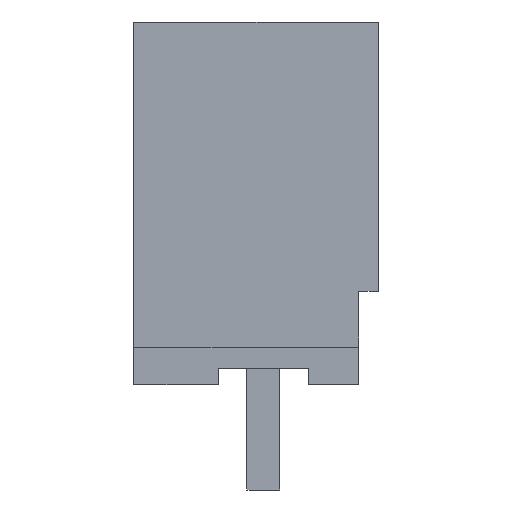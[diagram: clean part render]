
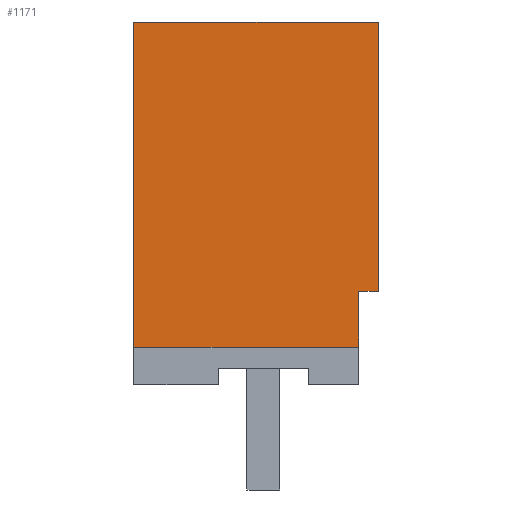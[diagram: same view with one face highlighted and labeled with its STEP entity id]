
A CAD part, left-side view. The second image highlights one B-rep face of the part: STEP entity #1171.
In plain terms, the highlighted planar face has unit normal (-1, 0, 0).
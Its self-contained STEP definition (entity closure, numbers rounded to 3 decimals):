
#1142=AXIS2_PLACEMENT_3D('Plane Axis2P3D',#1139,#1140,#1141) ;
#233=CARTESIAN_POINT('Vertex',(0.,7.45,4.35)) ;
#236=CARTESIAN_POINT('Line Origine',(0.,7.45,9.3)) ;
#240=CARTESIAN_POINT('Vertex',(0.,7.45,14.25)) ;
#737=CARTESIAN_POINT('Vertex',(0.,0.6,6.05)) ;
#742=CARTESIAN_POINT('Line Origine',(0.,0.6,5.2)) ;
#746=CARTESIAN_POINT('Vertex',(0.,0.6,4.35)) ;
#886=CARTESIAN_POINT('Line Origine',(0.,4.025,4.35)) ;
#1139=CARTESIAN_POINT('Axis2P3D Location',(0.,7.45,14.25)) ;
#1144=CARTESIAN_POINT('Line Origine',(0.,0.,10.15)) ;
#1148=CARTESIAN_POINT('Vertex',(0.,0.,14.25)) ;
#1150=CARTESIAN_POINT('Vertex',(0.,0.,6.05)) ;
#1153=CARTESIAN_POINT('Line Origine',(0.,3.725,14.25)) ;
#1158=CARTESIAN_POINT('Line Origine',(0.,0.3,6.05)) ;
#237=DIRECTION('Vector Direction',(0.,0.,-1.)) ;
#743=DIRECTION('Vector Direction',(0.,0.,1.)) ;
#887=DIRECTION('Vector Direction',(0.,-1.,0.)) ;
#1140=DIRECTION('Axis2P3D Direction',(-1.,-0.,0.)) ;
#1141=DIRECTION('Axis2P3D XDirection',(0.,0.,-1.)) ;
#1145=DIRECTION('Vector Direction',(0.,0.,-1.)) ;
#1154=DIRECTION('Vector Direction',(0.,-1.,0.)) ;
#1159=DIRECTION('Vector Direction',(0.,-1.,0.)) ;
#238=VECTOR('Line Direction',#237,1.) ;
#744=VECTOR('Line Direction',#743,1.) ;
#888=VECTOR('Line Direction',#887,1.) ;
#1146=VECTOR('Line Direction',#1145,1.) ;
#1155=VECTOR('Line Direction',#1154,1.) ;
#1160=VECTOR('Line Direction',#1159,1.) ;
#1164=ORIENTED_EDGE('',*,*,#1152,.F.) ;
#1165=ORIENTED_EDGE('',*,*,#1157,.F.) ;
#1166=ORIENTED_EDGE('',*,*,#242,.T.) ;
#1167=ORIENTED_EDGE('',*,*,#890,.T.) ;
#1168=ORIENTED_EDGE('',*,*,#748,.T.) ;
#1169=ORIENTED_EDGE('',*,*,#1162,.F.) ;
#1171=ADVANCED_FACE('HOUSING',(#1170),#1143,.T.) ;
#242=EDGE_CURVE('',#241,#234,#239,.T.) ;
#748=EDGE_CURVE('',#747,#738,#745,.T.) ;
#890=EDGE_CURVE('',#234,#747,#889,.T.) ;
#1152=EDGE_CURVE('',#1149,#1151,#1147,.T.) ;
#1157=EDGE_CURVE('',#241,#1149,#1156,.T.) ;
#1162=EDGE_CURVE('',#1151,#738,#1161,.F.) ;
#1163=EDGE_LOOP('',(#1164,#1165,#1166,#1167,#1168,#1169)) ;
#1170=FACE_OUTER_BOUND('',#1163,.T.) ;
#239=LINE('Line',#236,#238) ;
#745=LINE('Line',#742,#744) ;
#889=LINE('Line',#886,#888) ;
#1147=LINE('Line',#1144,#1146) ;
#1156=LINE('Line',#1153,#1155) ;
#1161=LINE('Line',#1158,#1160) ;
#1143=PLANE('',#1142) ;
#234=VERTEX_POINT('',#233) ;
#241=VERTEX_POINT('',#240) ;
#738=VERTEX_POINT('',#737) ;
#747=VERTEX_POINT('',#746) ;
#1149=VERTEX_POINT('',#1148) ;
#1151=VERTEX_POINT('',#1150) ;
